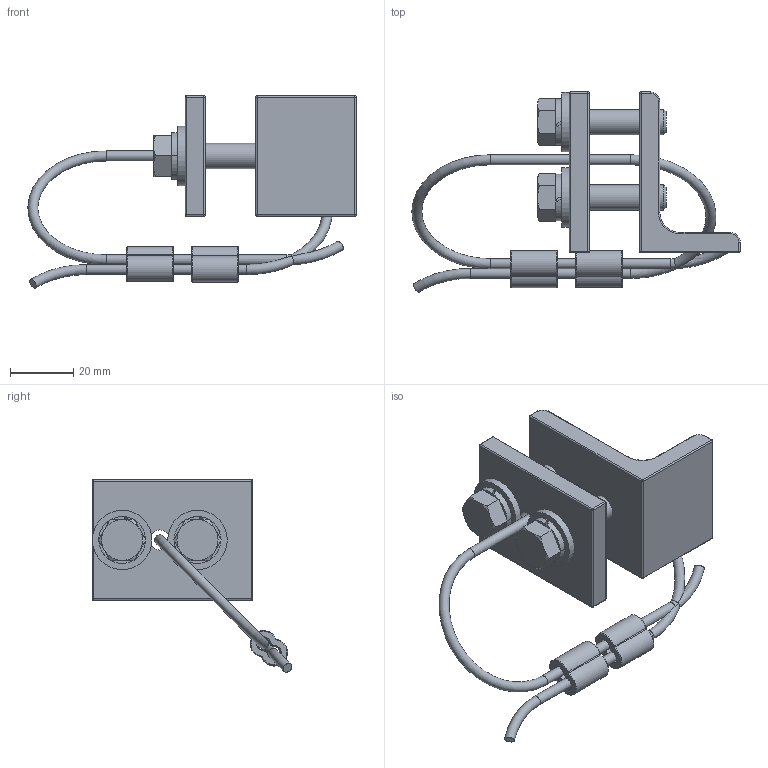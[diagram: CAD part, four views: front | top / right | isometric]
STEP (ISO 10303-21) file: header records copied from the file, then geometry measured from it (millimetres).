
FILE_DESCRIPTION(/* description */ ('ETA-3 MID-RAIL STOP'),/* implementation_level */ '2;1');
FILE_NAME(/* name */ '20135.stp',/* time_stamp */ '2020-12-18T14:20:43-05:00',/* author */ ('mnhhw'),/* organization */ (''),/* preprocessor_version */ 'ST-DEVELOPER v17',/* originating_system */ 'Autodesk Inventor 2019',/* authorisation */ '');
FILE_SCHEMA (('AUTOMOTIVE_DESIGN { 1 0 10303 214 3 1 1 }'));
Length unit declared in the file: inch
Products named in the file (8): 20135; 20145; 20146; 51979; 52500; 51708; 65020; 78020
Assembly tree (11 placements, depth 2):
  20135
    20145
    20146
    51979  x2
    52500  x2
    51708  x2
    65020
    78020  x2
Bounding box: 103.88 x 63.21 x 60.9 mm (x, y, z)
Volume: 40330.6 mm3; surface area: 22371 mm2
Topology: 11 solids, 11 shells, 193 faces, 427 edges, 256 vertices
Faces by surface type: cylinder 69, plane 50, torus 46, sphere 14, cone 14
Full cylindrical faces by diameter (mm): 3.175 x3, 6.35 x2, 6.655 x2, 8 x2, 8.9 x2, 8.992 x2, 18.8 x2
Entity records: 4303 total; most frequent: CARTESIAN_POINT 785, DIRECTION 783, ORIENTED_EDGE 612, AXIS2_PLACEMENT_3D 342, EDGE_CURVE 306, CIRCLE 182, VERTEX_POINT 182, EDGE_LOOP 154
